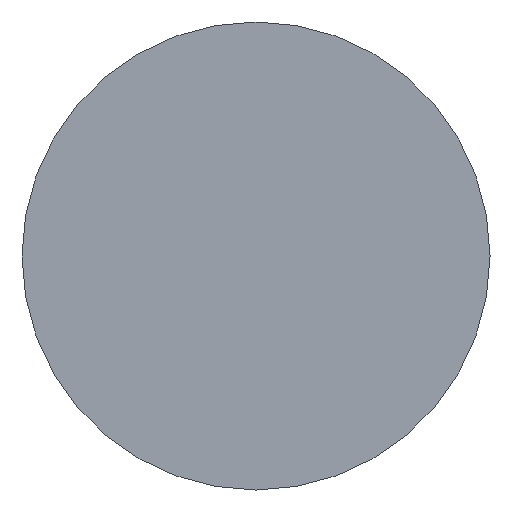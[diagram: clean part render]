
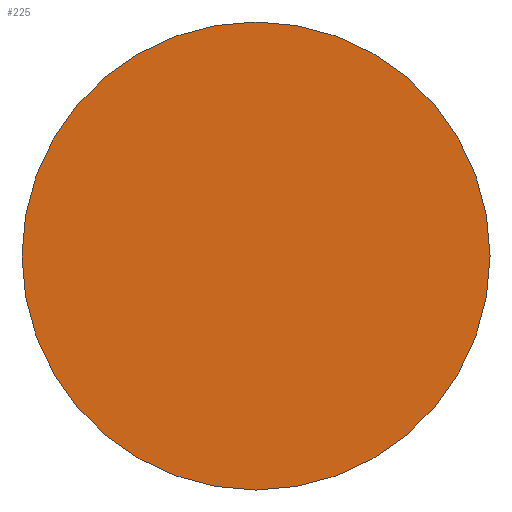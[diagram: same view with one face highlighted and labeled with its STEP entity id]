
A CAD part, front view. The second image highlights one B-rep face of the part: STEP entity #225.
In plain terms, the highlighted planar face has unit normal (0, -1, 0).
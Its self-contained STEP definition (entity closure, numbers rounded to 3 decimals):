
#125=EDGE_CURVE('',#131,#261,#300,.T.);
#131=VERTEX_POINT('',#307);
#219=EDGE_CURVE('',#261,#131,#409,.T.);
#225=ADVANCED_FACE('',(#416),#417,.T.);
#261=VERTEX_POINT('',#458);
#300=CIRCLE('',#494,25.0);
#307=CARTESIAN_POINT('',(25.0,-40.0,0.));
#409=CIRCLE('',#634,25.0);
#416=FACE_OUTER_BOUND('',#641,.T.);
#417=PLANE('',#642);
#458=CARTESIAN_POINT('',(-25.0,-40.0,0.));
#494=AXIS2_PLACEMENT_3D('',#707,#708,#709);
#634=AXIS2_PLACEMENT_3D('',#857,#858,#859);
#641=EDGE_LOOP('',(#869,#870));
#642=AXIS2_PLACEMENT_3D('',#871,#872,#873);
#707=CARTESIAN_POINT('',(0.0,-40.0,0.));
#708=DIRECTION('',(0.0,-1.0,0.));
#709=DIRECTION('',(1.0,0.0,0.0));
#857=CARTESIAN_POINT('',(0.0,-40.0,0.));
#858=DIRECTION('',(0.0,-1.0,0.));
#859=DIRECTION('',(1.0,0.0,0.0));
#869=ORIENTED_EDGE('',*,*,#125,.T.);
#870=ORIENTED_EDGE('',*,*,#219,.T.);
#871=CARTESIAN_POINT('',(0.0,-40.0,0.));
#872=DIRECTION('',(0.0,-1.0,0.));
#873=DIRECTION('',(1.0,0.0,0.0));
